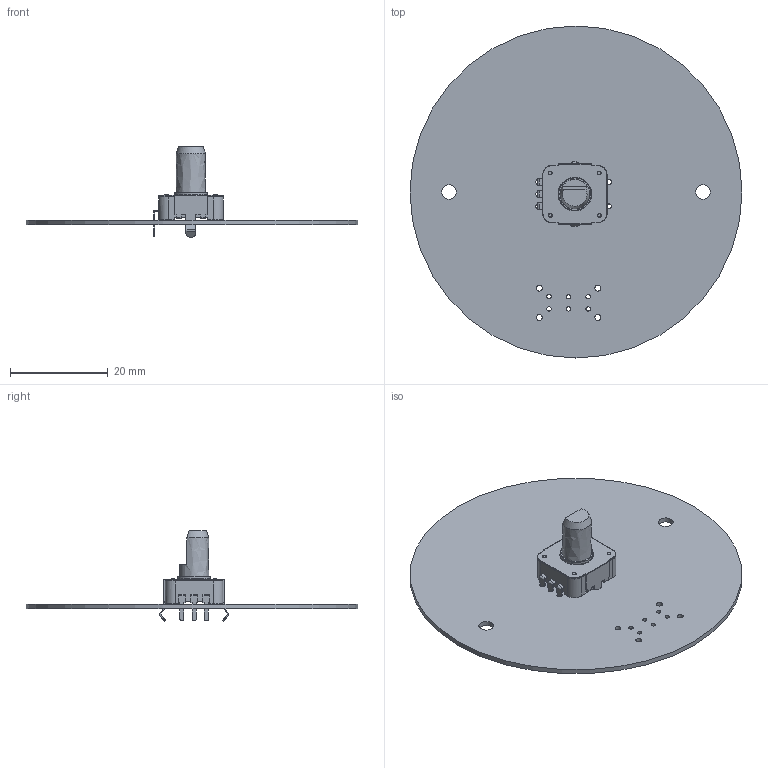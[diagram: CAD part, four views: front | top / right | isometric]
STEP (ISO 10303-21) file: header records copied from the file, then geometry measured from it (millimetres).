
FILE_DESCRIPTION(('KiCad electronic assembly'),'2;1');
FILE_NAME('PCB.step','2022-03-04T00:15:59',('Pcbnew'),('Kicad'), 'Open CASCADE STEP processor 7.6','KiCad to STEP converter','Unknown' );
FILE_SCHEMA(('AUTOMOTIVE_DESIGN { 1 0 10303 214 1 1 1 1 }'));
Length unit declared in the file: millimetre
Products named in the file (4): PCB 1; EC12 Encoder 10mm 3pin; COMPOUND; PCB PCB
Assembly tree (3 placements, depth 3):
  PCB 1
    EC12 Encoder 10mm 3pin
      COMPOUND
    PCB PCB
Bounding box: 68 x 68 x 18.59 mm (x, y, z)
Volume: 4559.1 mm3; surface area: 8744.7 mm2
Topology: 6 solids, 6 shells, 251 faces, 672 edges, 443 vertices
Faces by surface type: bspline 223, cylinder 22, plane 6
Full cylindrical faces by diameter (mm): 0.9 x6, 1 x5, 1.2 x4, 3 x2, 68 x1
Entity records: 16848 total; most frequent: CARTESIAN_POINT 7512, B_SPLINE_CURVE_WITH_KNOTS 1508, ORIENTED_EDGE 1344, PCURVE 1344, DEFINITIONAL_REPRESENTATION 1344, EDGE_CURVE 672, SURFACE_CURVE 633, VERTEX_POINT 443
